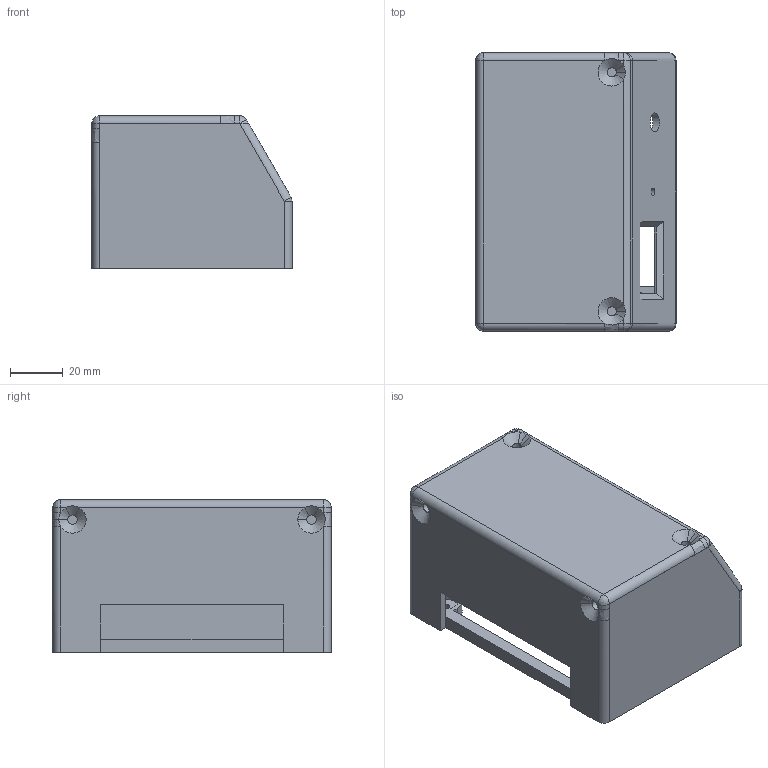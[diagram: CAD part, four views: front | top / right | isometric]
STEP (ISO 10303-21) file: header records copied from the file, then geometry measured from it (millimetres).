
FILE_DESCRIPTION(('FreeCAD Model'),'2;1');
FILE_NAME('Open CASCADE Shape Model','2022-03-06T04:34:44',('Author'),( ''),'Open CASCADE STEP processor 7.4','FreeCAD','Unknown');
FILE_SCHEMA(('AUTOMOTIVE_DESIGN { 1 0 10303 214 1 1 1 1 }'));
Length unit declared in the file: millimetre
Products named in the file (7): PETCTL_09PCB_case_V7; Base; Body; Front; Body001; TopBack; Body002
Assembly tree (6 placements, depth 3):
  PETCTL_09PCB_case_V7
    Base
      Body
    Front
      Body001
    TopBack
      Body002
Bounding box: 76.2 x 106 x 58 mm (x, y, z)
Volume: 85502.5 mm3; surface area: 61146.9 mm2
Topology: 3 solids, 3 shells, 288 faces, 730 edges, 467 vertices
Faces by surface type: plane 208, cylinder 55, bspline 11, revolution 6, cone 6, extrusion 2
Full cylindrical faces by diameter (mm): 3 x9, 3.5 x10, 4.5 x4, 7.2 x1, 11 x4
Entity records: 19503 total; most frequent: CARTESIAN_POINT 4635, DIRECTION 2727, VECTOR 1881, LINE 1879, ORIENTED_EDGE 1460, PCURVE 1460, DEFINITIONAL_REPRESENTATION 1460, EDGE_CURVE 730
